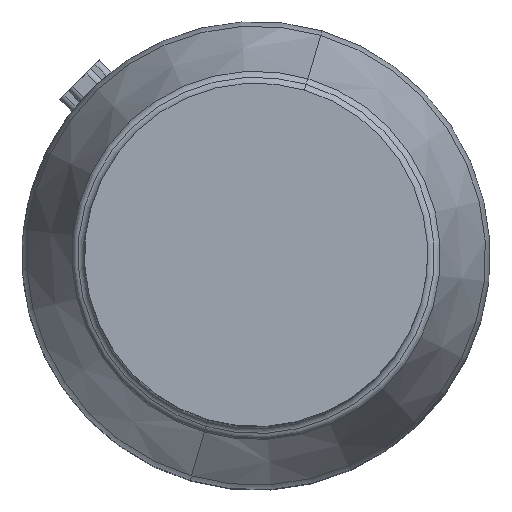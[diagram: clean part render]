
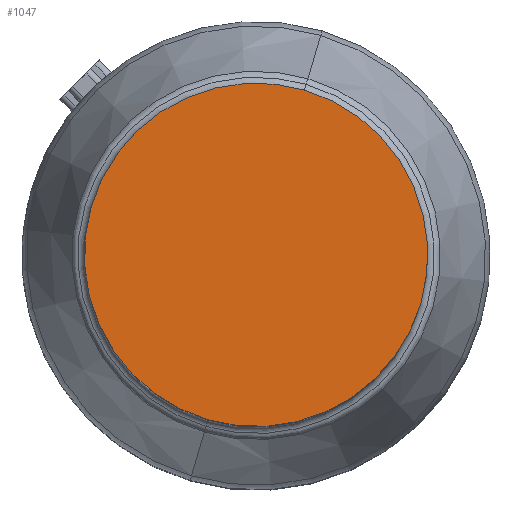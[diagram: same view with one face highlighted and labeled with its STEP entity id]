
A CAD part, top view. The second image highlights one B-rep face of the part: STEP entity #1047.
In plain terms, the highlighted planar face has unit normal (0, 0, 1).
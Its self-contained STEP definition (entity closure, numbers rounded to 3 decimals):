
#1000=AXIS2_PLACEMENT_3D('Circle Axis2P3D',#998,#999,$) ;
#1027=AXIS2_PLACEMENT_3D('Circle Axis2P3D',#1025,#1026,$) ;
#1041=AXIS2_PLACEMENT_3D('Plane Axis2P3D',#1038,#1039,#1040) ;
#998=CARTESIAN_POINT('Axis2P3D Location',(7.5,7.5,44.)) ;
#1002=CARTESIAN_POINT('Vertex',(5.952,2.222,44.)) ;
#1004=CARTESIAN_POINT('Vertex',(9.048,12.778,44.)) ;
#1025=CARTESIAN_POINT('Axis2P3D Location',(7.5,7.5,44.)) ;
#1038=CARTESIAN_POINT('Axis2P3D Location',(11.389,11.389,44.)) ;
#999=DIRECTION('Axis2P3D Direction',(0.,0.,1.)) ;
#1026=DIRECTION('Axis2P3D Direction',(0.,0.,1.)) ;
#1039=DIRECTION('Axis2P3D Direction',(0.,0.,1.)) ;
#1040=DIRECTION('Axis2P3D XDirection',(-0.707,0.707,0.)) ;
#1044=ORIENTED_EDGE('',*,*,#1029,.T.) ;
#1045=ORIENTED_EDGE('',*,*,#1006,.T.) ;
#1047=ADVANCED_FACE('Hauptk\X2\00F6\X0\rper',(#1046),#1042,.T.) ;
#1001=CIRCLE('generated circle',#1000,5.5) ;
#1028=CIRCLE('generated circle',#1027,5.5) ;
#1006=EDGE_CURVE('',#1003,#1005,#1001,.T.) ;
#1029=EDGE_CURVE('',#1005,#1003,#1028,.T.) ;
#1043=EDGE_LOOP('',(#1044,#1045)) ;
#1046=FACE_OUTER_BOUND('',#1043,.T.) ;
#1042=PLANE('',#1041) ;
#1003=VERTEX_POINT('',#1002) ;
#1005=VERTEX_POINT('',#1004) ;
